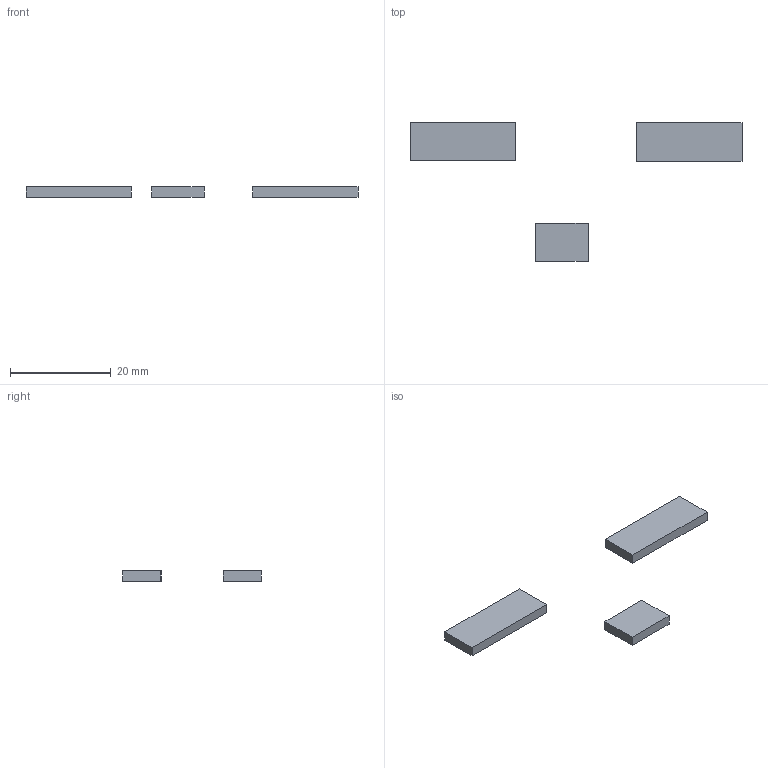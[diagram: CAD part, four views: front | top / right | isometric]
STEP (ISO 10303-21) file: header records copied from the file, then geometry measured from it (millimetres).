
FILE_DESCRIPTION(/* description */ (''),/* implementation_level */ '2;1');
FILE_NAME(/* name */ 'Locomotive Windows v3.step',/* time_stamp */ '2023-11-10T03:36:09-08:00',/* author */ (''),/* organization */ (''),/* preprocessor_version */ 'ST-DEVELOPER v20',/* originating_system */ 'Autodesk Translation Framework v12.14.0.127',/* authorisation */ '');
FILE_SCHEMA (('AUTOMOTIVE_DESIGN { 1 0 10303 214 3 1 1 }'));
Length unit declared in the file: millimetre
Products named in the file (4): Locomotive Windows; Component1; Component2; Component3
Assembly tree (3 placements, depth 2):
  Locomotive Windows
    Component1
    Component2
    Component3
Bounding box: 66 x 27.62 x 2 mm (x, y, z)
Volume: 800.2 mm3; surface area: 1100.9 mm2
Topology: 3 solids, 3 shells, 18 faces, 36 edges, 24 vertices
Faces by surface type: plane 18
Entity records: 584 total; most frequent: DIRECTION 86, CARTESIAN_POINT 85, ORIENTED_EDGE 72, LINE 36, VECTOR 36, EDGE_CURVE 36, AXIS2_PLACEMENT_3D 25, VERTEX_POINT 24
